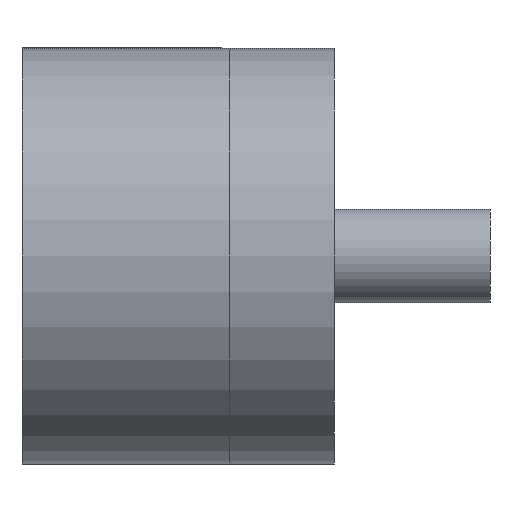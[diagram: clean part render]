
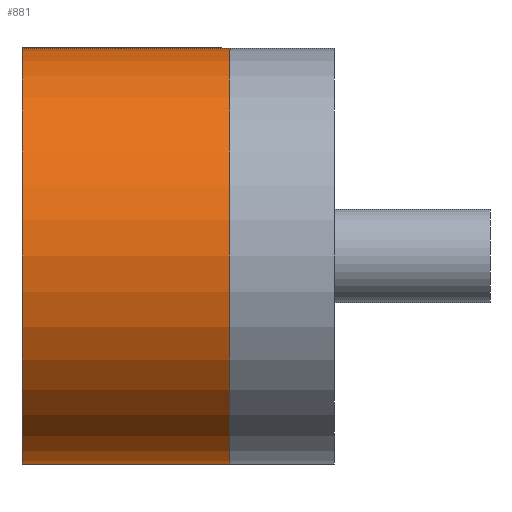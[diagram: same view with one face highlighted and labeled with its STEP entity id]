
A CAD part, left-side view. The second image highlights one B-rep face of the part: STEP entity #881.
In plain terms, the highlighted cylindrical face has radius 2 mm (diameter 4 mm), a partial arc.
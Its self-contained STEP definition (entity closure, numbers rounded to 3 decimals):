
#9 = VECTOR ( 'NONE', #293, 1000. ) ;
#28 = DIRECTION ( 'NONE',  ( 0., 1., 0. ) ) ;
#30 = ORIENTED_EDGE ( 'NONE', *, *, #964, .F. ) ;
#56 = DIRECTION ( 'NONE',  ( 0., -1., 0. ) ) ;
#57 = ORIENTED_EDGE ( 'NONE', *, *, #410, .T. ) ;
#145 = LINE ( 'NONE', #1021, #183 ) ;
#183 = VECTOR ( 'NONE', #302, 1000. ) ;
#191 = EDGE_CURVE ( 'NONE', #811, #364, #554, .T. ) ;
#240 = CARTESIAN_POINT ( 'NONE',  ( 1., 3., -2. ) ) ;
#265 = EDGE_CURVE ( 'NONE', #779, #778, #526, .T. ) ;
#293 = DIRECTION ( 'NONE',  ( 0., -1., 0. ) ) ;
#298 = DIRECTION ( 'NONE',  ( 0., 0., -1. ) ) ;
#302 = DIRECTION ( 'NONE',  ( 0., -1., 0. ) ) ;
#343 = DIRECTION ( 'NONE',  ( 0., 1., 0. ) ) ;
#347 = CARTESIAN_POINT ( 'NONE',  ( 1., 1., -2. ) ) ;
#355 = DIRECTION ( 'NONE',  ( 0., 0., 1. ) ) ;
#362 = ORIENTED_EDGE ( 'NONE', *, *, #265, .F. ) ;
#363 = CARTESIAN_POINT ( 'NONE',  ( 1., 3., 0. ) ) ;
#364 = VERTEX_POINT ( 'NONE', #478 ) ;
#406 = AXIS2_PLACEMENT_3D ( 'NONE', #363, #343, #518 ) ;
#410 = EDGE_CURVE ( 'NONE', #779, #811, #145, .T. ) ;
#441 = CARTESIAN_POINT ( 'NONE',  ( 1., 1., 0. ) ) ;
#476 = CARTESIAN_POINT ( 'NONE',  ( 1., 3., 2. ) ) ;
#478 = CARTESIAN_POINT ( 'NONE',  ( 1., 1., 2. ) ) ;
#492 = CARTESIAN_POINT ( 'NONE',  ( 1., 3., 2. ) ) ;
#518 = DIRECTION ( 'NONE',  ( 0., 0., 1. ) ) ;
#526 = CIRCLE ( 'NONE', #406, 2. ) ;
#553 = LINE ( 'NONE', #476, #9 ) ;
#554 = CIRCLE ( 'NONE', #696, 2. ) ;
#635 = CYLINDRICAL_SURFACE ( 'NONE', #849, 2. ) ;
#696 = AXIS2_PLACEMENT_3D ( 'NONE', #441, #28, #355 ) ;
#698 = FACE_OUTER_BOUND ( 'NONE', #768, .T. ) ;
#768 = EDGE_LOOP ( 'NONE', ( #825, #30, #362, #57 ) ) ;
#778 = VERTEX_POINT ( 'NONE', #492 ) ;
#779 = VERTEX_POINT ( 'NONE', #240 ) ;
#811 = VERTEX_POINT ( 'NONE', #347 ) ;
#825 = ORIENTED_EDGE ( 'NONE', *, *, #191, .T. ) ;
#849 = AXIS2_PLACEMENT_3D ( 'NONE', #1030, #56, #298 ) ;
#881 = ADVANCED_FACE ( 'NONE', ( #698 ), #635, .T. ) ;
#964 = EDGE_CURVE ( 'NONE', #778, #364, #553, .T. ) ;
#1021 = CARTESIAN_POINT ( 'NONE',  ( 1., 3., -2. ) ) ;
#1030 = CARTESIAN_POINT ( 'NONE',  ( 1., 3., 0. ) ) ;
